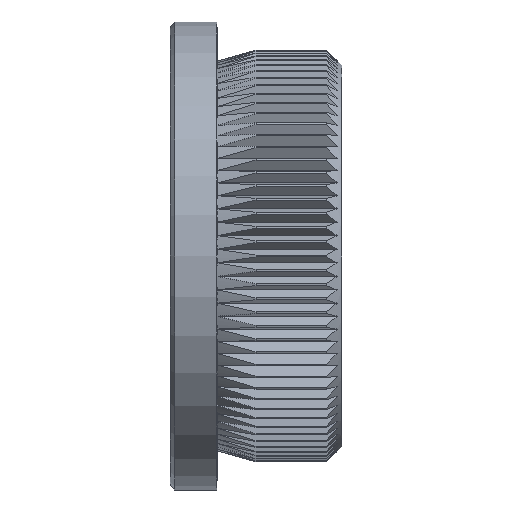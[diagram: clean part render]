
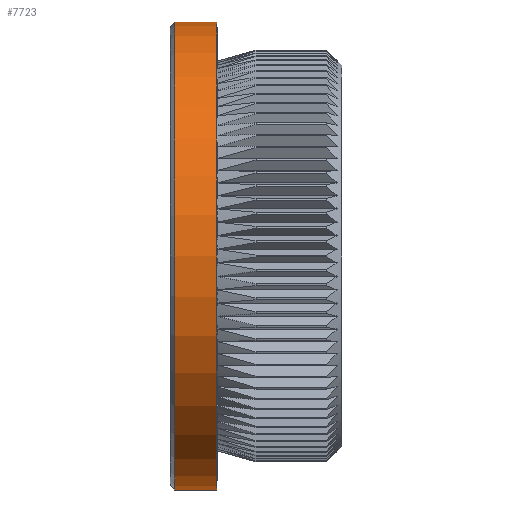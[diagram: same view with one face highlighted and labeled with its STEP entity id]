
A CAD part, left-side view. The second image highlights one B-rep face of the part: STEP entity #7723.
In plain terms, the highlighted cylindrical face has radius 15 mm (diameter 30 mm), a partial arc.
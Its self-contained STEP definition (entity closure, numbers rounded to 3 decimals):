
#1460 = LINE ( 'NONE', #7528, #14943 ) ;
#2124 = CARTESIAN_POINT ( 'NONE',  ( 0., 8., 15. ) ) ;
#2342 = CARTESIAN_POINT ( 'NONE',  ( 0., 10.7, 0. ) ) ;
#2537 = ORIENTED_EDGE ( 'NONE', *, *, #4923, .F. ) ;
#3108 = CARTESIAN_POINT ( 'NONE',  ( 0., 10.7, 15. ) ) ;
#4923 = EDGE_CURVE ( 'NONE', #6869, #7922, #15747, .T. ) ;
#6869 = VERTEX_POINT ( 'NONE', #2124 ) ;
#7228 = VERTEX_POINT ( 'NONE', #3108 ) ;
#7528 = CARTESIAN_POINT ( 'NONE',  ( 0., 0., -15. ) ) ;
#7723 = ADVANCED_FACE ( 'NONE', ( #16439 ), #16126, .T. ) ;
#7922 = VERTEX_POINT ( 'NONE', #16978 ) ;
#8276 = CARTESIAN_POINT ( 'NONE',  ( 0., 8., 0. ) ) ;
#8298 = EDGE_CURVE ( 'NONE', #7228, #18567, #20096, .T. ) ;
#8666 = DIRECTION ( 'NONE',  ( 0., -1., 0. ) ) ;
#10350 = ORIENTED_EDGE ( 'NONE', *, *, #8298, .T. ) ;
#10651 = ORIENTED_EDGE ( 'NONE', *, *, #17391, .T. ) ;
#10767 = CARTESIAN_POINT ( 'NONE',  ( 0., 0., 0. ) ) ;
#10985 = CARTESIAN_POINT ( 'NONE',  ( 0., 0., 15. ) ) ;
#12133 = CARTESIAN_POINT ( 'NONE',  ( 0., 10.7, -15. ) ) ;
#12939 = DIRECTION ( 'NONE',  ( 0., -1., 0. ) ) ;
#13220 = AXIS2_PLACEMENT_3D ( 'NONE', #8276, #21970, #15959 ) ;
#14943 = VECTOR ( 'NONE', #22942, 1000. ) ;
#15029 = VECTOR ( 'NONE', #12939, 1000. ) ;
#15747 = CIRCLE ( 'NONE', #13220, 15. ) ;
#15959 = DIRECTION ( 'NONE',  ( 0., 0., -1. ) ) ;
#16126 = CYLINDRICAL_SURFACE ( 'NONE', #16290, 15. ) ;
#16290 = AXIS2_PLACEMENT_3D ( 'NONE', #10767, #8666, #16530 ) ;
#16439 = FACE_OUTER_BOUND ( 'NONE', #20214, .T. ) ;
#16530 = DIRECTION ( 'NONE',  ( 0., 0., -1. ) ) ;
#16978 = CARTESIAN_POINT ( 'NONE',  ( 0., 8., -15. ) ) ;
#17391 = EDGE_CURVE ( 'NONE', #18567, #7922, #1460, .T. ) ;
#18335 = ORIENTED_EDGE ( 'NONE', *, *, #20112, .F. ) ;
#18567 = VERTEX_POINT ( 'NONE', #12133 ) ;
#18900 = AXIS2_PLACEMENT_3D ( 'NONE', #2342, #21983, #23920 ) ;
#19949 = LINE ( 'NONE', #10985, #15029 ) ;
#20096 = CIRCLE ( 'NONE', #18900, 15. ) ;
#20112 = EDGE_CURVE ( 'NONE', #7228, #6869, #19949, .T. ) ;
#20214 = EDGE_LOOP ( 'NONE', ( #18335, #10350, #10651, #2537 ) ) ;
#21970 = DIRECTION ( 'NONE',  ( 0., -1., 0. ) ) ;
#21983 = DIRECTION ( 'NONE',  ( 0., -1., 0. ) ) ;
#22942 = DIRECTION ( 'NONE',  ( 0., -1., 0. ) ) ;
#23920 = DIRECTION ( 'NONE',  ( 0., 0., 1. ) ) ;
